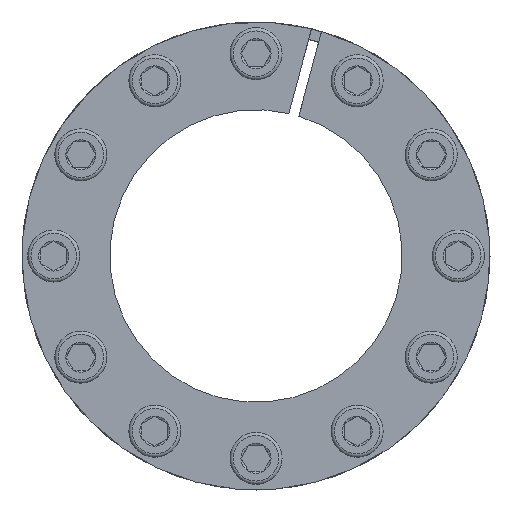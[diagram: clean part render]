
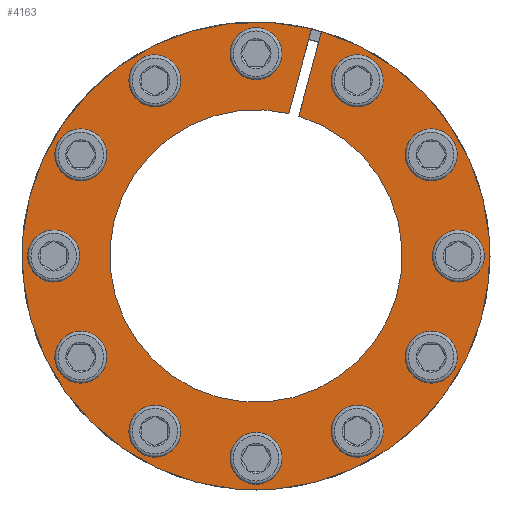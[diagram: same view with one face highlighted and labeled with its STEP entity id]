
A CAD part, front view. The second image highlights one B-rep face of the part: STEP entity #4163.
In plain terms, the highlighted planar face has unit normal (0, -1, 0).
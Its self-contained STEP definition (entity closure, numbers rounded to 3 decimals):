
#452=PLANE('',#4524);
#771=CIRCLE('',#4482,45.);
#784=CIRCLE('',#4505,5.);
#785=CIRCLE('',#4507,72.);
#799=CIRCLE('',#4525,5.);
#800=CIRCLE('',#4526,5.);
#801=CIRCLE('',#4527,5.);
#802=CIRCLE('',#4528,5.);
#803=CIRCLE('',#4529,5.);
#804=CIRCLE('',#4530,5.);
#805=CIRCLE('',#4531,5.);
#806=CIRCLE('',#4532,5.);
#807=CIRCLE('',#4533,5.);
#808=CIRCLE('',#4534,5.);
#809=CIRCLE('',#4535,5.);
#1018=VERTEX_POINT('',#6284);
#1020=VERTEX_POINT('',#6288);
#1029=VERTEX_POINT('',#6316);
#1043=VERTEX_POINT('',#6374);
#1045=VERTEX_POINT('',#6385);
#1058=VERTEX_POINT('',#6418);
#1059=VERTEX_POINT('',#6420);
#1060=VERTEX_POINT('',#6422);
#1061=VERTEX_POINT('',#6424);
#1062=VERTEX_POINT('',#6426);
#1063=VERTEX_POINT('',#6428);
#1064=VERTEX_POINT('',#6430);
#1065=VERTEX_POINT('',#6432);
#1066=VERTEX_POINT('',#6434);
#1067=VERTEX_POINT('',#6436);
#1068=VERTEX_POINT('',#6438);
#1351=VECTOR('',#5108,1.);
#1364=VECTOR('',#5136,1.);
#1513=LINE('',#6315,#1351);
#1526=LINE('',#6375,#1364);
#1674=EDGE_CURVE('',#1020,#1018,#771,.T.);
#1683=EDGE_CURVE('',#1029,#1018,#1513,.T.);
#1706=EDGE_CURVE('',#1020,#1043,#1526,.T.);
#1711=EDGE_CURVE('',#1045,#1045,#784,.T.);
#1712=EDGE_CURVE('',#1043,#1029,#785,.T.);
#1726=EDGE_CURVE('',#1058,#1058,#799,.T.);
#1727=EDGE_CURVE('',#1059,#1059,#800,.T.);
#1728=EDGE_CURVE('',#1060,#1060,#801,.T.);
#1729=EDGE_CURVE('',#1061,#1061,#802,.T.);
#1730=EDGE_CURVE('',#1062,#1062,#803,.T.);
#1731=EDGE_CURVE('',#1063,#1063,#804,.T.);
#1732=EDGE_CURVE('',#1064,#1064,#805,.T.);
#1733=EDGE_CURVE('',#1065,#1065,#806,.T.);
#1734=EDGE_CURVE('',#1066,#1066,#807,.T.);
#1735=EDGE_CURVE('',#1067,#1067,#808,.T.);
#1736=EDGE_CURVE('',#1068,#1068,#809,.T.);
#2246=ORIENTED_EDGE('',*,*,#1726,.T.);
#2247=ORIENTED_EDGE('',*,*,#1727,.T.);
#2248=ORIENTED_EDGE('',*,*,#1728,.T.);
#2249=ORIENTED_EDGE('',*,*,#1729,.T.);
#2250=ORIENTED_EDGE('',*,*,#1730,.T.);
#2251=ORIENTED_EDGE('',*,*,#1731,.T.);
#2252=ORIENTED_EDGE('',*,*,#1732,.T.);
#2253=ORIENTED_EDGE('',*,*,#1733,.T.);
#2254=ORIENTED_EDGE('',*,*,#1734,.T.);
#2255=ORIENTED_EDGE('',*,*,#1735,.T.);
#2256=ORIENTED_EDGE('',*,*,#1736,.T.);
#2257=ORIENTED_EDGE('',*,*,#1711,.T.);
#2258=ORIENTED_EDGE('',*,*,#1706,.T.);
#2259=ORIENTED_EDGE('',*,*,#1712,.T.);
#2260=ORIENTED_EDGE('',*,*,#1683,.T.);
#2261=ORIENTED_EDGE('',*,*,#1674,.F.);
#3168=EDGE_LOOP('',(#2246));
#3169=EDGE_LOOP('',(#2247));
#3170=EDGE_LOOP('',(#2248));
#3171=EDGE_LOOP('',(#2249));
#3172=EDGE_LOOP('',(#2250));
#3173=EDGE_LOOP('',(#2251));
#3174=EDGE_LOOP('',(#2252));
#3175=EDGE_LOOP('',(#2253));
#3176=EDGE_LOOP('',(#2254));
#3177=EDGE_LOOP('',(#2255));
#3178=EDGE_LOOP('',(#2256));
#3179=EDGE_LOOP('',(#2257));
#3180=EDGE_LOOP('',(#2258,#2259,#2260,#2261));
#3673=FACE_BOUND('',#3168,.T.);
#3674=FACE_BOUND('',#3169,.T.);
#3675=FACE_BOUND('',#3170,.T.);
#3676=FACE_BOUND('',#3171,.T.);
#3677=FACE_BOUND('',#3172,.T.);
#3678=FACE_BOUND('',#3173,.T.);
#3679=FACE_BOUND('',#3174,.T.);
#3680=FACE_BOUND('',#3175,.T.);
#3681=FACE_BOUND('',#3176,.T.);
#3682=FACE_BOUND('',#3177,.T.);
#3683=FACE_BOUND('',#3178,.T.);
#3684=FACE_BOUND('',#3179,.T.);
#3685=FACE_BOUND('',#3180,.T.);
#4163=ADVANCED_FACE('',(#3673,#3674,#3675,#3676,#3677,#3678,#3679,#3680,
#3681,#3682,#3683,#3684,#3685),#452,.F.);
#4482=AXIS2_PLACEMENT_3D('',#6289,#5091,#5092);
#4505=AXIS2_PLACEMENT_3D('',#6384,#5150,#5151);
#4507=AXIS2_PLACEMENT_3D('',#6387,#5154,#5155);
#4524=AXIS2_PLACEMENT_3D('',#6416,#5186,$);
#4525=AXIS2_PLACEMENT_3D('',#6417,#5187,#5188);
#4526=AXIS2_PLACEMENT_3D('',#6419,#5189,#5190);
#4527=AXIS2_PLACEMENT_3D('',#6421,#5191,#5192);
#4528=AXIS2_PLACEMENT_3D('',#6423,#5193,#5194);
#4529=AXIS2_PLACEMENT_3D('',#6425,#5195,#5196);
#4530=AXIS2_PLACEMENT_3D('',#6427,#5197,#5198);
#4531=AXIS2_PLACEMENT_3D('',#6429,#5199,#5200);
#4532=AXIS2_PLACEMENT_3D('',#6431,#5201,#5202);
#4533=AXIS2_PLACEMENT_3D('',#6433,#5203,#5204);
#4534=AXIS2_PLACEMENT_3D('',#6435,#5205,#5206);
#4535=AXIS2_PLACEMENT_3D('',#6437,#5207,#5208);
#5091=DIRECTION('',(0.,-1.,0.));
#5092=DIRECTION('',(0.,0.,-45.));
#5108=DIRECTION('',(-0.259,0.,-0.966));
#5136=DIRECTION('',(0.259,0.,0.966));
#5150=DIRECTION('',(0.,1.,0.));
#5151=DIRECTION('',(4.33,0.,2.5));
#5154=DIRECTION('',(0.,-1.,0.));
#5155=DIRECTION('',(0.,0.,-72.));
#5186=DIRECTION('',(0.,1.,0.));
#5187=DIRECTION('',(0.,1.,0.));
#5188=DIRECTION('',(5.,0.,0.));
#5189=DIRECTION('',(0.,1.,0.));
#5190=DIRECTION('',(4.33,0.,-2.5));
#5191=DIRECTION('',(0.,1.,0.));
#5192=DIRECTION('',(2.5,0.,-4.33));
#5193=DIRECTION('',(0.,1.,0.));
#5194=DIRECTION('',(0.,0.,-5.));
#5195=DIRECTION('',(0.,1.,0.));
#5196=DIRECTION('',(-2.5,0.,-4.33));
#5197=DIRECTION('',(0.,1.,0.));
#5198=DIRECTION('',(-4.33,0.,-2.5));
#5199=DIRECTION('',(0.,1.,0.));
#5200=DIRECTION('',(-5.,0.,0.));
#5201=DIRECTION('',(0.,1.,0.));
#5202=DIRECTION('',(-4.33,0.,2.5));
#5203=DIRECTION('',(0.,1.,0.));
#5204=DIRECTION('',(-2.5,0.,4.33));
#5205=DIRECTION('',(0.,1.,0.));
#5206=DIRECTION('',(0.,0.,5.));
#5207=DIRECTION('',(0.,1.,0.));
#5208=DIRECTION('',(2.5,0.,4.33));
#6284=CARTESIAN_POINT('',(13.185,0.,43.025));
#6288=CARTESIAN_POINT('',(10.094,0.,43.853));
#6289=CARTESIAN_POINT('',(0.,0.,0.));
#6315=CARTESIAN_POINT('',(20.18,0.,69.133));
#6316=CARTESIAN_POINT('',(20.176,0.,69.115));
#6374=CARTESIAN_POINT('',(17.085,0.,69.944));
#6375=CARTESIAN_POINT('',(10.094,0.,43.853));
#6384=CARTESIAN_POINT('',(-31.125,0.,53.91));
#6385=CARTESIAN_POINT('',(-26.795,0.,56.41));
#6387=CARTESIAN_POINT('',(0.,0.,0.));
#6416=CARTESIAN_POINT('',(0.,0.,
72.));
#6417=CARTESIAN_POINT('',(0.,0.,62.25));
#6418=CARTESIAN_POINT('',(5.,0.,62.25));
#6419=CARTESIAN_POINT('',(31.125,0.,53.91));
#6420=CARTESIAN_POINT('',(35.455,0.,51.41));
#6421=CARTESIAN_POINT('',(53.91,0.,31.125));
#6422=CARTESIAN_POINT('',(56.41,0.,26.795));
#6423=CARTESIAN_POINT('',(62.25,0.,0.));
#6424=CARTESIAN_POINT('',(62.25,0.,-5.));
#6425=CARTESIAN_POINT('',(53.91,0.,-31.125));
#6426=CARTESIAN_POINT('',(51.41,0.,-35.455));
#6427=CARTESIAN_POINT('',(31.125,0.,-53.91));
#6428=CARTESIAN_POINT('',(26.795,0.,-56.41));
#6429=CARTESIAN_POINT('',(0.,0.,-62.25));
#6430=CARTESIAN_POINT('',(-5.,0.,-62.25));
#6431=CARTESIAN_POINT('',(-31.125,0.,-53.91));
#6432=CARTESIAN_POINT('',(-35.455,0.,-51.41));
#6433=CARTESIAN_POINT('',(-53.91,0.,-31.125));
#6434=CARTESIAN_POINT('',(-56.41,0.,-26.795));
#6435=CARTESIAN_POINT('',(-62.25,0.,0.));
#6436=CARTESIAN_POINT('',(-62.25,0.,5.));
#6437=CARTESIAN_POINT('',(-53.91,0.,31.125));
#6438=CARTESIAN_POINT('',(-51.41,0.,35.455));
